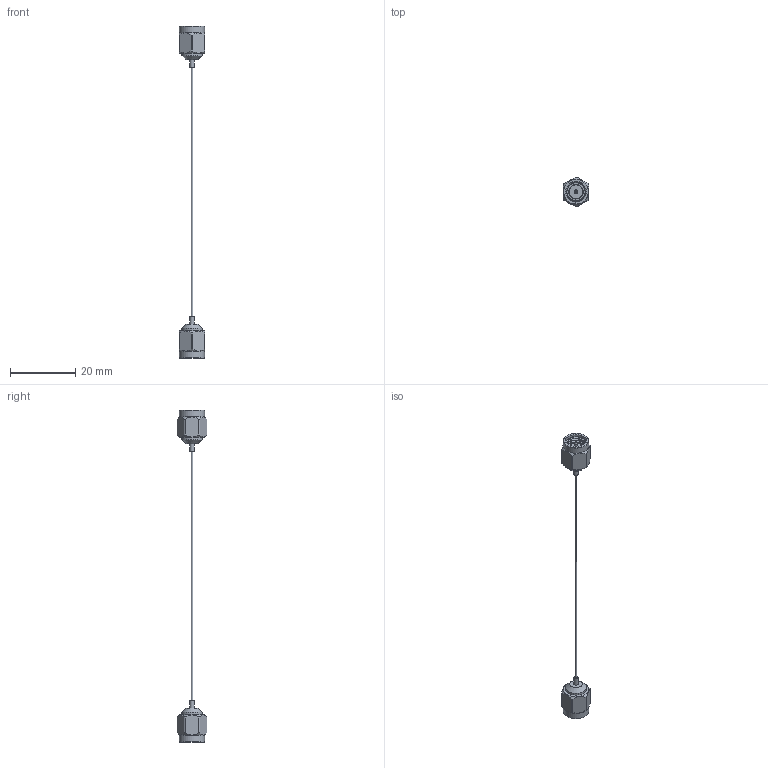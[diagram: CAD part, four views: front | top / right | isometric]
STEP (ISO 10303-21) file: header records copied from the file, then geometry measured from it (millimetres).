
FILE_DESCRIPTION (( 'STEP AP203' ), '1' );
FILE_NAME ('PE34191_3D.step', '2022-01-24T16:30:53', ( '' ), ( '' ), 'SwSTEP 2.0', 'SolidWorks 2021', '' );
FILE_SCHEMA (( 'CONFIG_CONTROL_DESIGN' ));
Length unit declared in the file: inch
Products named in the file (3): PE-020SR^PE34191_PE-020SR; PE34191_3D; PE4918^PE34191
Assembly tree (3 placements, depth 2):
  PE34191_3D
    PE-020SR^PE34191_PE-020SR
    PE4918^PE34191  x2
Bounding box: 7.94 x 8.99 x 101.55 mm (x, y, z)
Volume: 784.2 mm3; surface area: 1194 mm2
Topology: 3 solids, 3 shells, 95 faces, 243 edges, 168 vertices
Faces by surface type: cylinder 41, plane 32, cone 14, bspline 8
Full cylindrical faces by diameter (mm): 0.508 x3, 0.94 x2, 1.194 x2, 1.27 x2, 4.445 x2, 6.35 x14, 7.762 x2
Entity records: 3643 total; most frequent: CARTESIAN_POINT 2375, ORIENTED_EDGE 196, DIRECTION 174, EDGE_CURVE 98, VERTEX_POINT 82, AXIS2_PLACEMENT_3D 81, EDGE_LOOP 66, FACE_OUTER_BOUND 53
